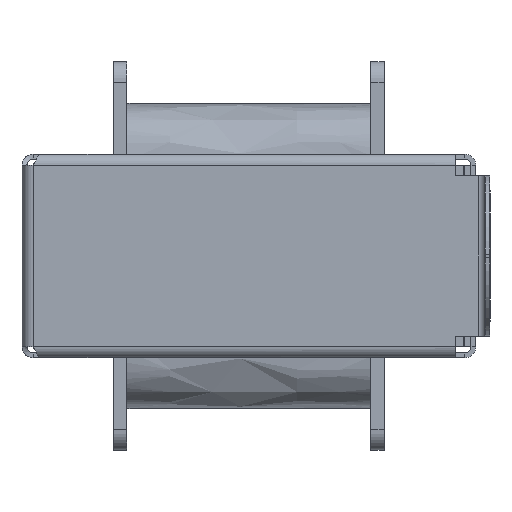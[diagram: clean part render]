
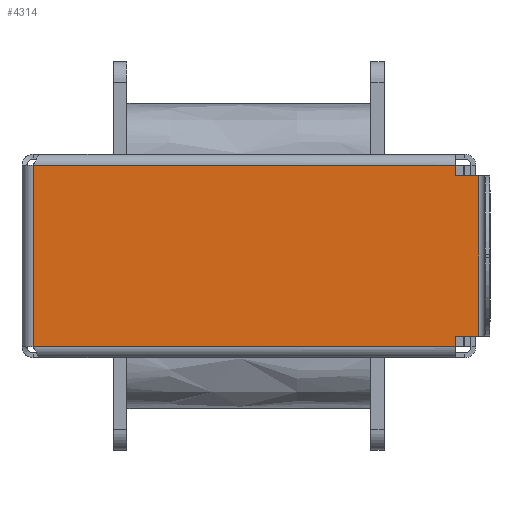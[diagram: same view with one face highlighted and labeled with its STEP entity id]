
A CAD part, left-side view. The second image highlights one B-rep face of the part: STEP entity #4314.
In plain terms, the highlighted planar face has unit normal (-1, 0, 0).
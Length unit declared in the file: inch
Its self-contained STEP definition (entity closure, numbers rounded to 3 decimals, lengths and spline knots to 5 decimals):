
#3946=CARTESIAN_POINT('',(-1.35,0.16,-0.394));
#3947=VERTEX_POINT('',#3946);
#3956=CARTESIAN_POINT('',(-1.35,0.16,-0.445));
#3957=VERTEX_POINT('',#3956);
#3958=CARTESIAN_POINT('',(-1.35,0.16,-0.445));
#3959=DIRECTION('',(0.,0.,1.));
#3960=VECTOR('',#3959,0.051);
#3961=LINE('',#3958,#3960);
#3962=EDGE_CURVE('',#3957,#3947,#3961,.T.);
#4018=CARTESIAN_POINT('',(-1.35,2.235,-0.445));
#4019=VERTEX_POINT('',#4018);
#4242=CARTESIAN_POINT('',(-1.35,2.235,0.445));
#4243=VERTEX_POINT('',#4242);
#4244=CARTESIAN_POINT('',(-1.35,2.235,-0.445));
#4245=DIRECTION('',(-0.,-0.,1.));
#4246=VECTOR('',#4245,0.89);
#4247=LINE('',#4244,#4246);
#4248=EDGE_CURVE('',#4019,#4243,#4247,.T.);
#4261=CARTESIAN_POINT('',(-1.35,0.,0.));
#4262=DIRECTION('',(1.,-0.,0.));
#4263=DIRECTION('',(0.,1.,0.));
#4264=AXIS2_PLACEMENT_3D('',#4261,#4262,#4263);
#4265=PLANE('',#4264);
#4266=ORIENTED_EDGE('',*,*,#4248,.F.);
#4267=CARTESIAN_POINT('',(-1.35,0.16,-0.445));
#4268=DIRECTION('',(0.,1.,0.));
#4269=VECTOR('',#4268,2.075);
#4270=LINE('',#4267,#4269);
#4271=EDGE_CURVE('',#3957,#4019,#4270,.T.);
#4272=ORIENTED_EDGE('',*,*,#4271,.F.);
#4273=ORIENTED_EDGE('',*,*,#3962,.T.);
#4274=CARTESIAN_POINT('',(-1.35,0.045,-0.394));
#4275=VERTEX_POINT('',#4274);
#4276=CARTESIAN_POINT('',(-1.35,0.045,-0.394));
#4277=DIRECTION('',(0.,1.,0.));
#4278=VECTOR('',#4277,0.115);
#4279=LINE('',#4276,#4278);
#4280=EDGE_CURVE('',#4275,#3947,#4279,.T.);
#4281=ORIENTED_EDGE('',*,*,#4280,.F.);
#4282=CARTESIAN_POINT('',(-1.35,0.045,0.394));
#4283=VERTEX_POINT('',#4282);
#4284=CARTESIAN_POINT('',(-1.35,0.045,0.394));
#4285=DIRECTION('',(-0.,-0.,-1.));
#4286=VECTOR('',#4285,0.788);
#4287=LINE('',#4284,#4286);
#4288=EDGE_CURVE('',#4283,#4275,#4287,.T.);
#4289=ORIENTED_EDGE('',*,*,#4288,.F.);
#4290=CARTESIAN_POINT('',(-1.35,0.16,0.394));
#4291=VERTEX_POINT('',#4290);
#4292=CARTESIAN_POINT('',(-1.35,0.045,0.394));
#4293=DIRECTION('',(0.,1.,0.));
#4294=VECTOR('',#4293,0.115);
#4295=LINE('',#4292,#4294);
#4296=EDGE_CURVE('',#4283,#4291,#4295,.T.);
#4297=ORIENTED_EDGE('',*,*,#4296,.T.);
#4298=CARTESIAN_POINT('',(-1.35,0.16,0.445));
#4299=VERTEX_POINT('',#4298);
#4300=CARTESIAN_POINT('',(-1.35,0.16,0.394));
#4301=DIRECTION('',(0.,0.,1.));
#4302=VECTOR('',#4301,0.051);
#4303=LINE('',#4300,#4302);
#4304=EDGE_CURVE('',#4291,#4299,#4303,.T.);
#4305=ORIENTED_EDGE('',*,*,#4304,.T.);
#4306=CARTESIAN_POINT('',(-1.35,0.16,0.445));
#4307=DIRECTION('',(0.,1.,0.));
#4308=VECTOR('',#4307,2.075);
#4309=LINE('',#4306,#4308);
#4310=EDGE_CURVE('',#4299,#4243,#4309,.T.);
#4311=ORIENTED_EDGE('',*,*,#4310,.T.);
#4312=EDGE_LOOP('',(#4266,#4272,#4273,#4281,#4289,#4297,#4305,#4311));
#4313=FACE_BOUND('',#4312,.T.);
#4314=ADVANCED_FACE('',(#4313),#4265,.F.);
